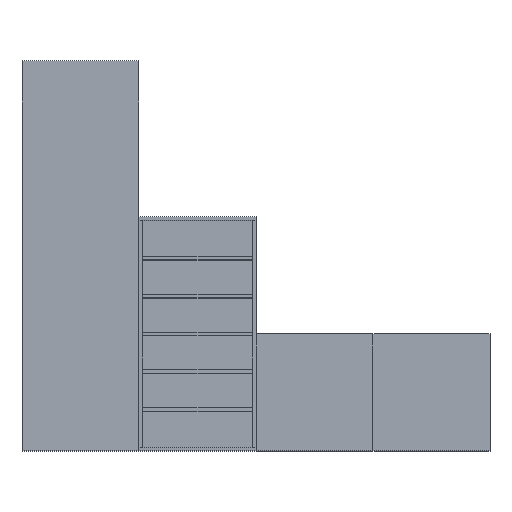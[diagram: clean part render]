
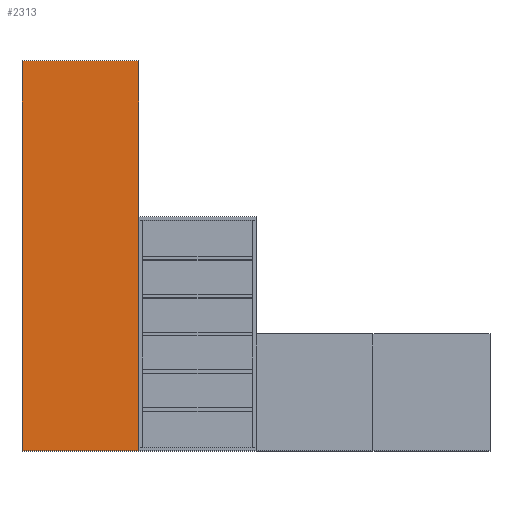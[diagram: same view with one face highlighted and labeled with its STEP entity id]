
A CAD part, top view. The second image highlights one B-rep face of the part: STEP entity #2313.
In plain terms, the highlighted planar face has unit normal (0, 0, 1).
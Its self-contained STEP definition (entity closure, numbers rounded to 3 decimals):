
#1999 = VERTEX_POINT('',#2000);
#2000 = CARTESIAN_POINT('',(-300.,0.,212.5));
#2007 = PLANE('',#2008);
#2008 = AXIS2_PLACEMENT_3D('',#2009,#2010,#2011);
#2009 = CARTESIAN_POINT('',(-300.,0.,187.5));
#2010 = DIRECTION('',(1.,0.,0.));
#2011 = DIRECTION('',(0.,0.,1.));
#2019 = PLANE('',#2020);
#2020 = AXIS2_PLACEMENT_3D('',#2021,#2022,#2023);
#2021 = CARTESIAN_POINT('',(-300.,0.,187.5));
#2022 = DIRECTION('',(0.,1.,0.));
#2023 = DIRECTION('',(0.,0.,1.));
#2060 = VERTEX_POINT('',#2061);
#2061 = CARTESIAN_POINT('',(-300.,2000.,212.5));
#2075 = PLANE('',#2076);
#2076 = AXIS2_PLACEMENT_3D('',#2077,#2078,#2079);
#2077 = CARTESIAN_POINT('',(-300.,2000.,187.5));
#2078 = DIRECTION('',(0.,1.,0.));
#2079 = DIRECTION('',(0.,0.,1.));
#2087 = EDGE_CURVE('',#1999,#2060,#2088,.T.);
#2088 = SURFACE_CURVE('',#2089,(#2093,#2100),.PCURVE_S1.);
#2089 = LINE('',#2090,#2091);
#2090 = CARTESIAN_POINT('',(-300.,0.,212.5));
#2091 = VECTOR('',#2092,1.);
#2092 = DIRECTION('',(0.,1.,0.));
#2093 = PCURVE('',#2007,#2094);
#2094 = DEFINITIONAL_REPRESENTATION('',(#2095),#2099);
#2095 = LINE('',#2096,#2097);
#2096 = CARTESIAN_POINT('',(25.,0.));
#2097 = VECTOR('',#2098,1.);
#2098 = DIRECTION('',(0.,-1.));
#2099 = ( GEOMETRIC_REPRESENTATION_CONTEXT(2) 
PARAMETRIC_REPRESENTATION_CONTEXT() REPRESENTATION_CONTEXT('2D SPACE',''
  ) );
#2100 = PCURVE('',#2101,#2106);
#2101 = PLANE('',#2102);
#2102 = AXIS2_PLACEMENT_3D('',#2103,#2104,#2105);
#2103 = CARTESIAN_POINT('',(-300.,0.,212.5));
#2104 = DIRECTION('',(0.,0.,1.));
#2105 = DIRECTION('',(1.,0.,0.));
#2106 = DEFINITIONAL_REPRESENTATION('',(#2107),#2111);
#2107 = LINE('',#2108,#2109);
#2108 = CARTESIAN_POINT('',(0.,0.));
#2109 = VECTOR('',#2110,1.);
#2110 = DIRECTION('',(0.,1.));
#2111 = ( GEOMETRIC_REPRESENTATION_CONTEXT(2) 
PARAMETRIC_REPRESENTATION_CONTEXT() REPRESENTATION_CONTEXT('2D SPACE',''
  ) );
#2119 = VERTEX_POINT('',#2120);
#2120 = CARTESIAN_POINT('',(300.,0.,212.5));
#2127 = PLANE('',#2128);
#2128 = AXIS2_PLACEMENT_3D('',#2129,#2130,#2131);
#2129 = CARTESIAN_POINT('',(300.,0.,187.5));
#2130 = DIRECTION('',(1.,0.,0.));
#2131 = DIRECTION('',(0.,0.,1.));
#2170 = VERTEX_POINT('',#2171);
#2171 = CARTESIAN_POINT('',(300.,2000.,212.5));
#2192 = EDGE_CURVE('',#2119,#2170,#2193,.T.);
#2193 = SURFACE_CURVE('',#2194,(#2198,#2205),.PCURVE_S1.);
#2194 = LINE('',#2195,#2196);
#2195 = CARTESIAN_POINT('',(300.,0.,212.5));
#2196 = VECTOR('',#2197,1.);
#2197 = DIRECTION('',(0.,1.,0.));
#2198 = PCURVE('',#2127,#2199);
#2199 = DEFINITIONAL_REPRESENTATION('',(#2200),#2204);
#2200 = LINE('',#2201,#2202);
#2201 = CARTESIAN_POINT('',(25.,0.));
#2202 = VECTOR('',#2203,1.);
#2203 = DIRECTION('',(0.,-1.));
#2204 = ( GEOMETRIC_REPRESENTATION_CONTEXT(2) 
PARAMETRIC_REPRESENTATION_CONTEXT() REPRESENTATION_CONTEXT('2D SPACE',''
  ) );
#2205 = PCURVE('',#2101,#2206);
#2206 = DEFINITIONAL_REPRESENTATION('',(#2207),#2211);
#2207 = LINE('',#2208,#2209);
#2208 = CARTESIAN_POINT('',(600.,0.));
#2209 = VECTOR('',#2210,1.);
#2210 = DIRECTION('',(0.,1.));
#2211 = ( GEOMETRIC_REPRESENTATION_CONTEXT(2) 
PARAMETRIC_REPRESENTATION_CONTEXT() REPRESENTATION_CONTEXT('2D SPACE',''
  ) );
#2238 = EDGE_CURVE('',#1999,#2119,#2239,.T.);
#2239 = SURFACE_CURVE('',#2240,(#2244,#2251),.PCURVE_S1.);
#2240 = LINE('',#2241,#2242);
#2241 = CARTESIAN_POINT('',(-300.,0.,212.5));
#2242 = VECTOR('',#2243,1.);
#2243 = DIRECTION('',(1.,0.,0.));
#2244 = PCURVE('',#2019,#2245);
#2245 = DEFINITIONAL_REPRESENTATION('',(#2246),#2250);
#2246 = LINE('',#2247,#2248);
#2247 = CARTESIAN_POINT('',(25.,0.));
#2248 = VECTOR('',#2249,1.);
#2249 = DIRECTION('',(0.,1.));
#2250 = ( GEOMETRIC_REPRESENTATION_CONTEXT(2) 
PARAMETRIC_REPRESENTATION_CONTEXT() REPRESENTATION_CONTEXT('2D SPACE',''
  ) );
#2251 = PCURVE('',#2101,#2252);
#2252 = DEFINITIONAL_REPRESENTATION('',(#2253),#2257);
#2253 = LINE('',#2254,#2255);
#2254 = CARTESIAN_POINT('',(0.,0.));
#2255 = VECTOR('',#2256,1.);
#2256 = DIRECTION('',(1.,0.));
#2257 = ( GEOMETRIC_REPRESENTATION_CONTEXT(2) 
PARAMETRIC_REPRESENTATION_CONTEXT() REPRESENTATION_CONTEXT('2D SPACE',''
  ) );
#2285 = EDGE_CURVE('',#2060,#2170,#2286,.T.);
#2286 = SURFACE_CURVE('',#2287,(#2291,#2298),.PCURVE_S1.);
#2287 = LINE('',#2288,#2289);
#2288 = CARTESIAN_POINT('',(-300.,2000.,212.5));
#2289 = VECTOR('',#2290,1.);
#2290 = DIRECTION('',(1.,0.,0.));
#2291 = PCURVE('',#2075,#2292);
#2292 = DEFINITIONAL_REPRESENTATION('',(#2293),#2297);
#2293 = LINE('',#2294,#2295);
#2294 = CARTESIAN_POINT('',(25.,0.));
#2295 = VECTOR('',#2296,1.);
#2296 = DIRECTION('',(0.,1.));
#2297 = ( GEOMETRIC_REPRESENTATION_CONTEXT(2) 
PARAMETRIC_REPRESENTATION_CONTEXT() REPRESENTATION_CONTEXT('2D SPACE',''
  ) );
#2298 = PCURVE('',#2101,#2299);
#2299 = DEFINITIONAL_REPRESENTATION('',(#2300),#2304);
#2300 = LINE('',#2301,#2302);
#2301 = CARTESIAN_POINT('',(0.,2000.));
#2302 = VECTOR('',#2303,1.);
#2303 = DIRECTION('',(1.,0.));
#2304 = ( GEOMETRIC_REPRESENTATION_CONTEXT(2) 
PARAMETRIC_REPRESENTATION_CONTEXT() REPRESENTATION_CONTEXT('2D SPACE',''
  ) );
#2313 = ADVANCED_FACE('',(#2314),#2101,.T.);
#2314 = FACE_BOUND('',#2315,.T.);
#2315 = EDGE_LOOP('',(#2316,#2317,#2318,#2319));
#2316 = ORIENTED_EDGE('',*,*,#2087,.F.);
#2317 = ORIENTED_EDGE('',*,*,#2238,.T.);
#2318 = ORIENTED_EDGE('',*,*,#2192,.T.);
#2319 = ORIENTED_EDGE('',*,*,#2285,.F.);
